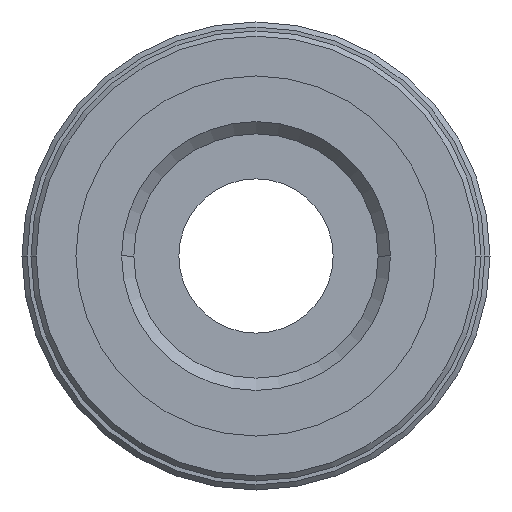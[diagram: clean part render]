
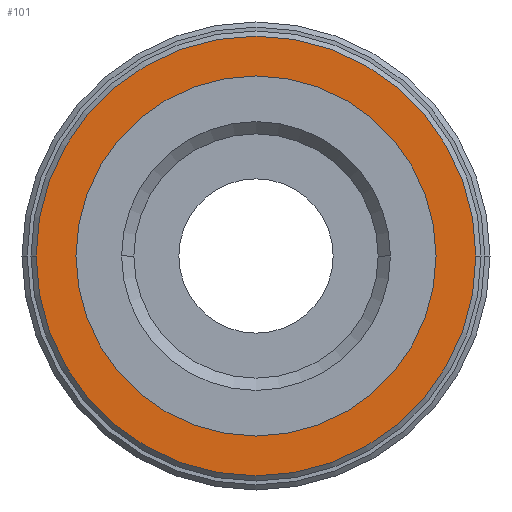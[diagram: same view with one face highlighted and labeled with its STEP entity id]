
A CAD part, front view. The second image highlights one B-rep face of the part: STEP entity #101.
In plain terms, the highlighted planar face has unit normal (0, -1, 0).
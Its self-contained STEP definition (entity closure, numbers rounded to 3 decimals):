
#101=ADVANCED_FACE('',(#267,#268),#269,.T.);
#267=FACE_BOUND('',#508,.T.);
#268=FACE_OUTER_BOUND('',#509,.T.);
#269=PLANE('',#510);
#508=EDGE_LOOP('',(#752,#753));
#509=EDGE_LOOP('',(#754,#755));
#510=AXIS2_PLACEMENT_3D('',#756,#757,#758);
#752=ORIENTED_EDGE('',*,*,#1338,.T.);
#753=ORIENTED_EDGE('',*,*,#1339,.T.);
#754=ORIENTED_EDGE('',*,*,#1340,.F.);
#755=ORIENTED_EDGE('',*,*,#1341,.F.);
#756=CARTESIAN_POINT('',(4.275,0.1,0.0));
#757=DIRECTION('',(0.,-1.0,0.0));
#758=DIRECTION('',(-1.0,0.,0.0));
#1338=EDGE_CURVE('',#1569,#1570,#1571,.T.);
#1339=EDGE_CURVE('',#1570,#1569,#1572,.T.);
#1340=EDGE_CURVE('',#1573,#1574,#1575,.T.);
#1341=EDGE_CURVE('',#1574,#1573,#1576,.T.);
#1569=VERTEX_POINT('',#1886);
#1570=VERTEX_POINT('',#1887);
#1571=CIRCLE('',#1888,7.0);
#1572=CIRCLE('',#1889,7.0);
#1573=VERTEX_POINT('',#1890);
#1574=VERTEX_POINT('',#1891);
#1575=CIRCLE('',#1892,8.55);
#1576=CIRCLE('',#1893,8.55);
#1886=CARTESIAN_POINT('',(-7.0,0.1,0.));
#1887=CARTESIAN_POINT('',(7.0,0.1,0.));
#1888=AXIS2_PLACEMENT_3D('',#2254,#2255,#2256);
#1889=AXIS2_PLACEMENT_3D('',#2257,#2258,#2259);
#1890=CARTESIAN_POINT('',(8.55,0.1,0.0));
#1891=CARTESIAN_POINT('',(-8.55,0.1,0.));
#1892=AXIS2_PLACEMENT_3D('',#2260,#2261,#2262);
#1893=AXIS2_PLACEMENT_3D('',#2263,#2264,#2265);
#2254=CARTESIAN_POINT('',(0.0,0.1,0.0));
#2255=DIRECTION('',(0.,1.0,0.0));
#2256=DIRECTION('',(1.0,0.,0.0));
#2257=CARTESIAN_POINT('',(0.0,0.1,0.0));
#2258=DIRECTION('',(0.,1.0,0.0));
#2259=DIRECTION('',(1.0,0.,0.0));
#2260=CARTESIAN_POINT('',(0.0,0.1,0.0));
#2261=DIRECTION('',(-0.0,1.0,0.0));
#2262=DIRECTION('',(1.0,0.0,0.0));
#2263=CARTESIAN_POINT('',(0.0,0.1,0.0));
#2264=DIRECTION('',(-0.0,1.0,0.0));
#2265=DIRECTION('',(1.0,0.0,0.0));
